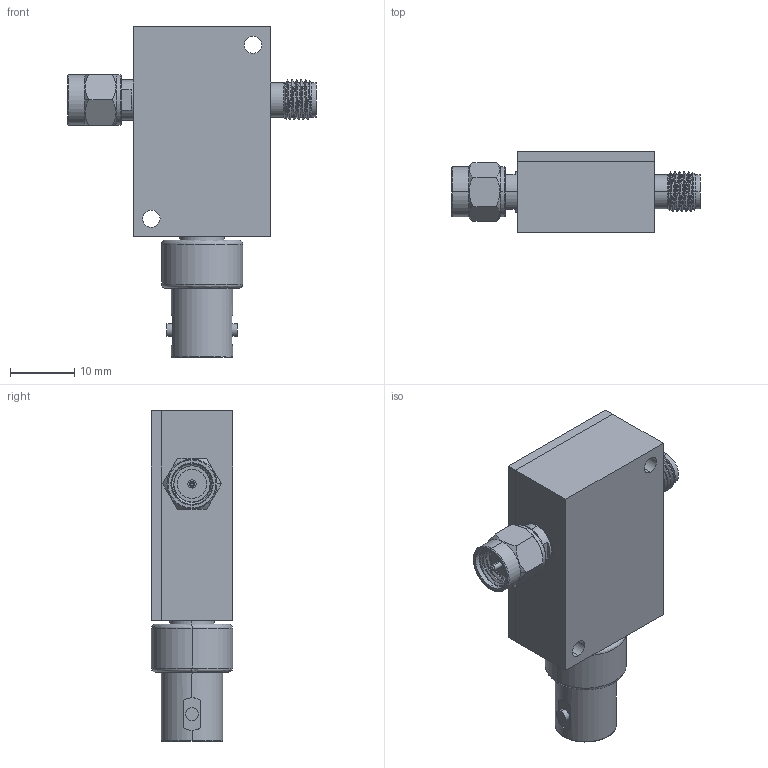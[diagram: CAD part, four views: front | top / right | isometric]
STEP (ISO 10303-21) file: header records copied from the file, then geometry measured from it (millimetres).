
FILE_DESCRIPTION (( 'STEP AP214' ), '1' );
FILE_NAME ('FMBT1629_3D.STEP', '2022-06-26T05:24:00', ( '' ), ( '' ), 'SwSTEP 2.0', 'SolidWorks 2021', '' );
FILE_SCHEMA (( 'AUTOMOTIVE_DESIGN' ));
Length unit declared in the file: inch
Products named in the file (8): Copy of 010-2002-00_010-2002-00^PE1629; Copy of BNC-FEMALE_103-2270-02^PE1629; Copy of 120-0049^PE1629; Copy of SMA COUPLING NUT_108-0010-03^PE1629; Copy of B MALE^PE1629; Copy of 120-0051-02^PE1629; FMBT1629_3D; Copy of B FEMALE^PE1629
Assembly tree (8 placements, depth 2):
  FMBT1629_3D
    Copy of 120-0049^PE1629
    Copy of B MALE^PE1629
    Copy of B FEMALE^PE1629
    Copy of SMA COUPLING NUT_108-0010-03^PE1629
    Copy of 120-0051-02^PE1629
    Copy of 010-2002-00_010-2002-00^PE1629  x2
    Copy of BNC-FEMALE_103-2270-02^PE1629
Bounding box: 38.86 x 12.7 x 51.61 mm (x, y, z)
Volume: 10921.8 mm3; surface area: 7116.8 mm2
Topology: 8 solids, 8 shells, 449 faces, 1095 edges, 679 vertices
Faces by surface type: cylinder 195, cone 144, plane 86, bspline 24
Entity records: 14499 total; most frequent: CARTESIAN_POINT 6687, ORIENTED_EDGE 1672, DIRECTION 1433, EDGE_CURVE 836, AXIS2_PLACEMENT_3D 567, VERTEX_POINT 527, EDGE_LOOP 379, FACE_OUTER_BOUND 344
